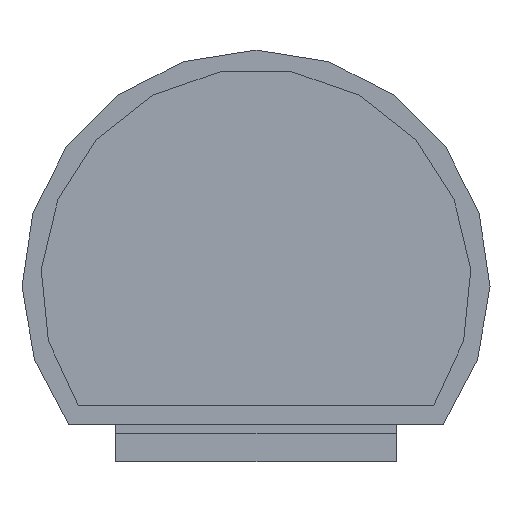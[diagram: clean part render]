
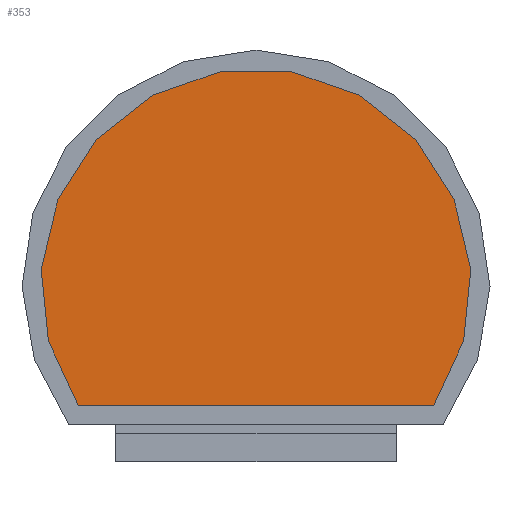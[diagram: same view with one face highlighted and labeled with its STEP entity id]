
A CAD part, front view. The second image highlights one B-rep face of the part: STEP entity #353.
In plain terms, the highlighted planar face has unit normal (0, -1, 0).
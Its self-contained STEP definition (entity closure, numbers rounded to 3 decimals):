
#48=PLANE('',#431);
#72=LINE('',#584,#108);
#108=VECTOR('',#484,1000.);
#166=ORIENTED_EDGE('',*,*,#232,.F.);
#167=ORIENTED_EDGE('',*,*,#235,.F.);
#232=EDGE_CURVE('',#270,#271,#72,.T.);
#235=EDGE_CURVE('',#271,#270,#293,.T.);
#270=VERTEX_POINT('',#583);
#271=VERTEX_POINT('',#585);
#293=CIRCLE('',#430,1.15);
#304=EDGE_LOOP('',(#166,#167));
#328=FACE_BOUND('',#304,.T.);
#353=ADVANCED_FACE('',(#328),#48,.F.);
#430=AXIS2_PLACEMENT_3D('',#589,#490,#491);
#431=AXIS2_PLACEMENT_3D('',#590,#492,#493);
#484=DIRECTION('',(-1.,0.,0.));
#490=DIRECTION('',(0.,1.,0.));
#491=DIRECTION('',(0.,0.,-1.));
#492=DIRECTION('',(0.,1.,0.));
#493=DIRECTION('',(0.,0.,1.));
#583=CARTESIAN_POINT('',(0.949,-499.995,-0.9));
#584=CARTESIAN_POINT('',(0.949,-499.995,-0.9));
#585=CARTESIAN_POINT('',(-0.949,-499.995,-0.9));
#589=CARTESIAN_POINT('',(0.,-499.995,-0.25));
#590=CARTESIAN_POINT('',(0.,-499.995,-0.25));
